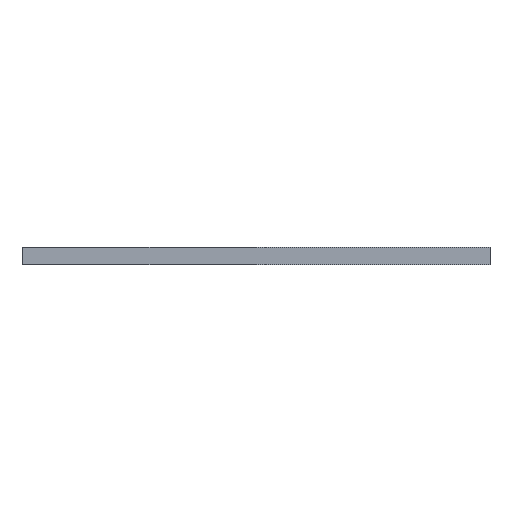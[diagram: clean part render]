
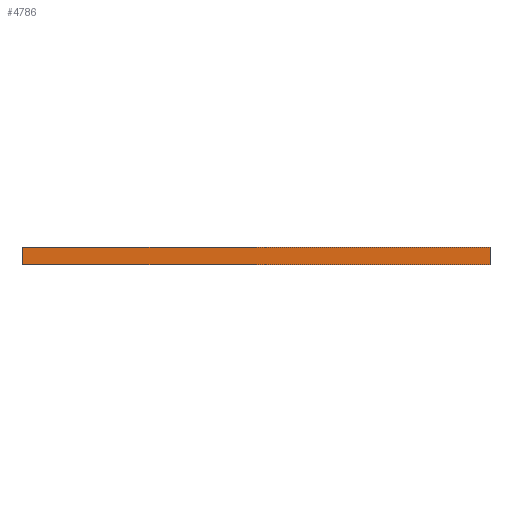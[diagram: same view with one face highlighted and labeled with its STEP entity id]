
A CAD part, left-side view. The second image highlights one B-rep face of the part: STEP entity #4786.
In plain terms, the highlighted planar face has unit normal (-1, 0, 0).
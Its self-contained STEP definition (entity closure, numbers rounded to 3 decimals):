
#124 = VERTEX_POINT ( 'NONE', #658 ) ;
#283 = EDGE_CURVE ( 'NONE', #348, #2831, #3884, .T. ) ;
#348 = VERTEX_POINT ( 'NONE', #1369 ) ;
#407 = CARTESIAN_POINT ( 'NONE',  ( -22.4, 22.875, 0.85 ) ) ;
#465 = VECTOR ( 'NONE', #810, 1000. ) ;
#643 = LINE ( 'NONE', #3165, #2171 ) ;
#658 = CARTESIAN_POINT ( 'NONE',  ( -22.4, -22.875, 0.85 ) ) ;
#810 = DIRECTION ( 'NONE',  ( 0., 1., 0. ) ) ;
#1108 = ORIENTED_EDGE ( 'NONE', *, *, #3670, .F. ) ;
#1369 = CARTESIAN_POINT ( 'NONE',  ( -22.4, 22.875, 0.85 ) ) ;
#1471 = VECTOR ( 'NONE', #1603, 1000. ) ;
#1499 = CARTESIAN_POINT ( 'NONE',  ( -22.4, -22.875, -0.85 ) ) ;
#1603 = DIRECTION ( 'NONE',  ( 0., 1., 0. ) ) ;
#1694 = PLANE ( 'NONE',  #6143 ) ;
#1724 = ORIENTED_EDGE ( 'NONE', *, *, #283, .T. ) ;
#1727 = VERTEX_POINT ( 'NONE', #1499 ) ;
#1761 = LINE ( 'NONE', #4276, #465 ) ;
#2171 = VECTOR ( 'NONE', #4151, 1000. ) ;
#2796 = EDGE_CURVE ( 'NONE', #124, #348, #6011, .T. ) ;
#2831 = VERTEX_POINT ( 'NONE', #3052 ) ;
#3052 = CARTESIAN_POINT ( 'NONE',  ( -22.4, 22.875, -0.85 ) ) ;
#3165 = CARTESIAN_POINT ( 'NONE',  ( -22.4, -22.875, 0.85 ) ) ;
#3415 = FACE_OUTER_BOUND ( 'NONE', #4215, .T. ) ;
#3511 = VECTOR ( 'NONE', #4819, 1000. ) ;
#3648 = DIRECTION ( 'NONE',  ( 0., 0., 1. ) ) ;
#3670 = EDGE_CURVE ( 'NONE', #1727, #2831, #1761, .T. ) ;
#3683 = ORIENTED_EDGE ( 'NONE', *, *, #4868, .F. ) ;
#3884 = LINE ( 'NONE', #407, #3511 ) ;
#4036 = CARTESIAN_POINT ( 'NONE',  ( -22.4, -22.875, 0.85 ) ) ;
#4151 = DIRECTION ( 'NONE',  ( 0., 0., -1. ) ) ;
#4215 = EDGE_LOOP ( 'NONE', ( #1108, #3683, #6105, #1724 ) ) ;
#4276 = CARTESIAN_POINT ( 'NONE',  ( -22.4, -22.875, -0.85 ) ) ;
#4786 = ADVANCED_FACE ( 'NONE', ( #3415 ), #1694, .T. ) ;
#4819 = DIRECTION ( 'NONE',  ( 0., 0., -1. ) ) ;
#4868 = EDGE_CURVE ( 'NONE', #124, #1727, #643, .T. ) ;
#5148 = DIRECTION ( 'NONE',  ( -1., 0., 0. ) ) ;
#5583 = CARTESIAN_POINT ( 'NONE',  ( -22.4, -22.875, 0.85 ) ) ;
#6011 = LINE ( 'NONE', #4036, #1471 ) ;
#6105 = ORIENTED_EDGE ( 'NONE', *, *, #2796, .T. ) ;
#6143 = AXIS2_PLACEMENT_3D ( 'NONE', #5583, #5148, #3648 ) ;
